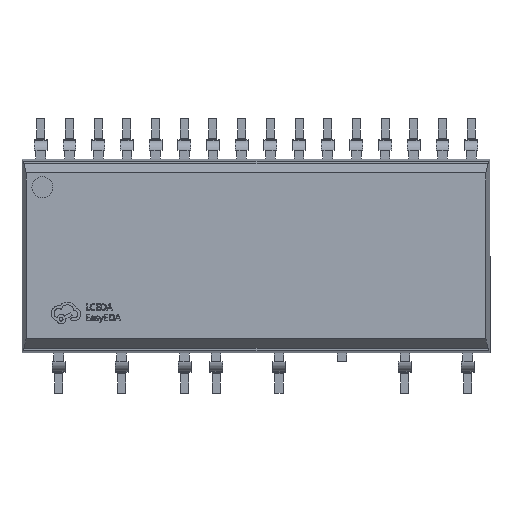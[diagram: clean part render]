
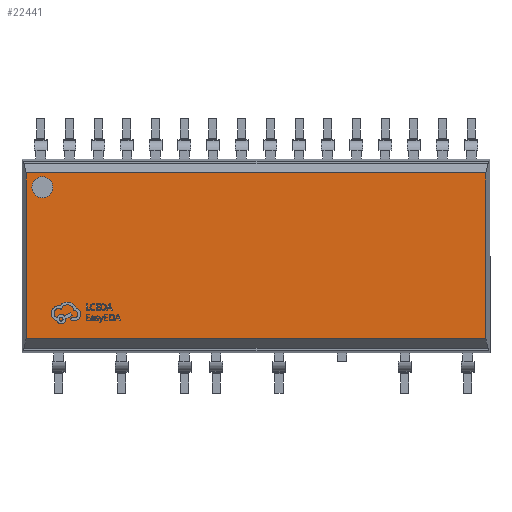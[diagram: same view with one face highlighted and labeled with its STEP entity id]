
A CAD part, top view. The second image highlights one B-rep face of the part: STEP entity #22441.
In plain terms, the highlighted planar face has unit normal (0, 0, 1).
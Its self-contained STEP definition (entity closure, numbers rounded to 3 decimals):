
#327 = DIRECTION ( 'NONE',  ( 1., 0., 0. ) ) ;
#1111 = ORIENTED_EDGE ( 'NONE', *, *, #27564, .T. ) ;
#1677 = LINE ( 'NONE', #22252, #7081 ) ;
#2625 = VERTEX_POINT ( 'NONE', #24134 ) ;
#3039 = DIRECTION ( 'NONE',  ( 0., 0., 1. ) ) ;
#3206 = VERTEX_POINT ( 'NONE', #21676 ) ;
#3331 = VERTEX_POINT ( 'NONE', #5007 ) ;
#3340 = CIRCLE ( 'NONE', #24705, 0.646 ) ;
#3362 = DIRECTION ( 'NONE',  ( 0., 0., 1. ) ) ;
#3794 = VECTOR ( 'NONE', #25872, 1000. ) ;
#5007 = CARTESIAN_POINT ( 'NONE',  ( -14.24, 5.14, 1.85 ) ) ;
#5740 = DIRECTION ( 'NONE',  ( 0., -1., 0. ) ) ;
#6006 = VERTEX_POINT ( 'NONE', #30118 ) ;
#6921 = DIRECTION ( 'NONE',  ( 1., 0., 0. ) ) ;
#7081 = VECTOR ( 'NONE', #32913, 1000. ) ;
#7316 = LINE ( 'NONE', #26032, #3794 ) ;
#7984 = DIRECTION ( 'NONE',  ( 1., 0., 0. ) ) ;
#8057 = ORIENTED_EDGE ( 'NONE', *, *, #15811, .F. ) ;
#9107 = EDGE_CURVE ( 'NONE', #3331, #9751, #31868, .T. ) ;
#9144 = CARTESIAN_POINT ( 'NONE',  ( 0., -5.14, 1.85 ) ) ;
#9699 = EDGE_CURVE ( 'NONE', #3331, #6006, #1677, .T. ) ;
#9740 = EDGE_CURVE ( 'NONE', #2625, #6006, #7316, .T. ) ;
#9751 = VERTEX_POINT ( 'NONE', #20202 ) ;
#11909 = VECTOR ( 'NONE', #6921, 1000. ) ;
#13344 = DIRECTION ( 'NONE',  ( 1., 0., 0. ) ) ;
#13406 = ORIENTED_EDGE ( 'NONE', *, *, #9740, .T. ) ;
#13535 = DIRECTION ( 'NONE',  ( 0., 0., 1. ) ) ;
#14827 = ORIENTED_EDGE ( 'NONE', *, *, #9699, .F. ) ;
#15811 = EDGE_CURVE ( 'NONE', #3206, #26415, #3340, .T. ) ;
#16228 = CARTESIAN_POINT ( 'NONE',  ( -14.24, 6., 1.85 ) ) ;
#16618 = FACE_OUTER_BOUND ( 'NONE', #24339, .T. ) ;
#16785 = CARTESIAN_POINT ( 'NONE',  ( 0., 0., 1.85 ) ) ;
#16891 = ORIENTED_EDGE ( 'NONE', *, *, #22922, .F. ) ;
#20202 = CARTESIAN_POINT ( 'NONE',  ( -14.24, -5.14, 1.85 ) ) ;
#20733 = CARTESIAN_POINT ( 'NONE',  ( -13.241, 4.257, 1.85 ) ) ;
#21676 = CARTESIAN_POINT ( 'NONE',  ( -12.595, 4.257, 1.85 ) ) ;
#21970 = ORIENTED_EDGE ( 'NONE', *, *, #9107, .T. ) ;
#22252 = CARTESIAN_POINT ( 'NONE',  ( 0., 5.14, 1.85 ) ) ;
#22441 = ADVANCED_FACE ( 'NONE', ( #26576, #16618 ), #23820, .T. ) ;
#22922 = EDGE_CURVE ( 'NONE', #26415, #3206, #24614, .T. ) ;
#23820 = PLANE ( 'NONE',  #30667 ) ;
#24134 = CARTESIAN_POINT ( 'NONE',  ( 14.24, -5.14, 1.85 ) ) ;
#24339 = EDGE_LOOP ( 'NONE', ( #21970, #1111, #13406, #14827 ) ) ;
#24614 = CIRCLE ( 'NONE', #32323, 0.646 ) ;
#24705 = AXIS2_PLACEMENT_3D ( 'NONE', #20733, #3039, #7984 ) ;
#25872 = DIRECTION ( 'NONE',  ( 0., 1., 0. ) ) ;
#26032 = CARTESIAN_POINT ( 'NONE',  ( 14.24, 6., 1.85 ) ) ;
#26415 = VERTEX_POINT ( 'NONE', #33580 ) ;
#26576 = FACE_BOUND ( 'NONE', #29076, .T. ) ;
#27291 = VECTOR ( 'NONE', #5740, 1000. ) ;
#27564 = EDGE_CURVE ( 'NONE', #9751, #2625, #33028, .T. ) ;
#29076 = EDGE_LOOP ( 'NONE', ( #8057, #16891 ) ) ;
#30118 = CARTESIAN_POINT ( 'NONE',  ( 14.24, 5.14, 1.85 ) ) ;
#30667 = AXIS2_PLACEMENT_3D ( 'NONE', #16785, #13535, #327 ) ;
#31868 = LINE ( 'NONE', #16228, #27291 ) ;
#32047 = CARTESIAN_POINT ( 'NONE',  ( -13.241, 4.257, 1.85 ) ) ;
#32323 = AXIS2_PLACEMENT_3D ( 'NONE', #32047, #3362, #13344 ) ;
#32913 = DIRECTION ( 'NONE',  ( 1., 0., 0. ) ) ;
#33028 = LINE ( 'NONE', #9144, #11909 ) ;
#33580 = CARTESIAN_POINT ( 'NONE',  ( -13.887, 4.257, 1.85 ) ) ;
